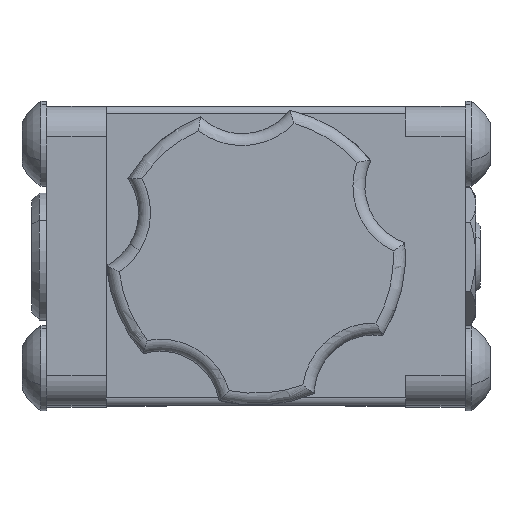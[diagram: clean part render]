
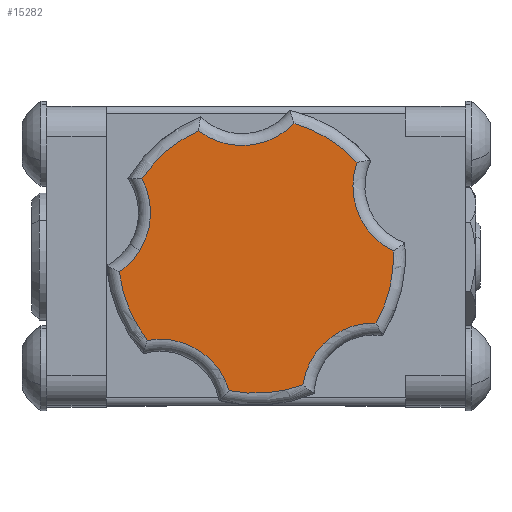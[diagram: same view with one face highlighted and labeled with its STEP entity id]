
A CAD part, top view. The second image highlights one B-rep face of the part: STEP entity #15282.
In plain terms, the highlighted planar face has unit normal (0, 0, 1).
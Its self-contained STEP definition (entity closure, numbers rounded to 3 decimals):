
#93 = VERTEX_POINT ( 'NONE', #8386 ) ;
#328 = DIRECTION ( 'NONE',  ( 0., 0., -1. ) ) ;
#329 = ORIENTED_EDGE ( 'NONE', *, *, #2380, .T. ) ;
#883 = EDGE_CURVE ( 'NONE', #8145, #93, #1869, .T. ) ;
#1447 = CARTESIAN_POINT ( 'NONE',  ( 16.809, 10.772, 29.26 ) ) ;
#1695 = AXIS2_PLACEMENT_3D ( 'NONE', #22776, #13082, #5582 ) ;
#1869 = CIRCLE ( 'NONE', #5460, 4.8 ) ;
#1998 = DIRECTION ( 'NONE',  ( 0., 0., -1. ) ) ;
#2002 = DIRECTION ( 'NONE',  ( 0., 0., 1. ) ) ;
#2295 = ORIENTED_EDGE ( 'NONE', *, *, #21812, .T. ) ;
#2380 = EDGE_CURVE ( 'NONE', #24241, #23673, #22315, .T. ) ;
#2745 = CIRCLE ( 'NONE', #16747, 9.2 ) ;
#2960 = AXIS2_PLACEMENT_3D ( 'NONE', #23424, #23790, #6593 ) ;
#3214 = ORIENTED_EDGE ( 'NONE', *, *, #9703, .T. ) ;
#3491 = DIRECTION ( 'NONE',  ( 0.851, -0.525, 0. ) ) ;
#3619 = EDGE_CURVE ( 'NONE', #21236, #8542, #2745, .T. ) ;
#4269 = AXIS2_PLACEMENT_3D ( 'NONE', #15451, #23116, #5935 ) ;
#4528 = CIRCLE ( 'NONE', #12529, 4.8 ) ;
#4653 = CARTESIAN_POINT ( 'NONE',  ( -1.522, 9.376, 29.26 ) ) ;
#5196 = EDGE_CURVE ( 'NONE', #17795, #5245, #10795, .T. ) ;
#5245 = VERTEX_POINT ( 'NONE', #1447 ) ;
#5287 = ORIENTED_EDGE ( 'NONE', *, *, #883, .T. ) ;
#5460 = AXIS2_PLACEMENT_3D ( 'NONE', #18014, #11980, #17878 ) ;
#5582 = DIRECTION ( 'NONE',  ( 0.851, -0.525, 0. ) ) ;
#5742 = CIRCLE ( 'NONE', #8917, 4.8 ) ;
#5935 = DIRECTION ( 'NONE',  ( 0.851, -0.525, 0. ) ) ;
#5959 = AXIS2_PLACEMENT_3D ( 'NONE', #20042, #12241, #6980 ) ;
#5968 = AXIS2_PLACEMENT_3D ( 'NONE', #6489, #6973, #14624 ) ;
#6057 = CARTESIAN_POINT ( 'NONE',  ( 5.818, 1.433, 29.26 ) ) ;
#6489 = CARTESIAN_POINT ( 'NONE',  ( 18.896, 15.095, 29.26 ) ) ;
#6593 = DIRECTION ( 'NONE',  ( 0.851, -0.525, 0. ) ) ;
#6973 = DIRECTION ( 'NONE',  ( 0., 0., -1. ) ) ;
#6980 = DIRECTION ( 'NONE',  ( 0.851, -0.525, 0. ) ) ;
#7229 = DIRECTION ( 'NONE',  ( 0.851, -0.525, 0. ) ) ;
#7379 = EDGE_CURVE ( 'NONE', #93, #21236, #4528, .T. ) ;
#7604 = EDGE_CURVE ( 'NONE', #8542, #12021, #5742, .T. ) ;
#7784 = VERTEX_POINT ( 'NONE', #14351 ) ;
#8145 = VERTEX_POINT ( 'NONE', #17031 ) ;
#8386 = CARTESIAN_POINT ( 'NONE',  ( -0.153, 10.815, 29.26 ) ) ;
#8456 = FACE_OUTER_BOUND ( 'NONE', #10954, .T. ) ;
#8542 = VERTEX_POINT ( 'NONE', #22547 ) ;
#8917 = AXIS2_PLACEMENT_3D ( 'NONE', #17251, #328, #11472 ) ;
#9118 = CIRCLE ( 'NONE', #5968, 4.8 ) ;
#9414 = EDGE_CURVE ( 'NONE', #23673, #7784, #13940, .T. ) ;
#9703 = EDGE_CURVE ( 'NONE', #5245, #24241, #9118, .T. ) ;
#9834 = DIRECTION ( 'NONE',  ( 0., 0., 1. ) ) ;
#10795 = CIRCLE ( 'NONE', #1695, 9.2 ) ;
#10954 = EDGE_LOOP ( 'NONE', ( #2295, #5287, #18643, #24502, #18721, #11631, #16762, #16147, #3214, #329, #23578 ) ) ;
#11472 = DIRECTION ( 'NONE',  ( 0.851, -0.525, 0. ) ) ;
#11631 = ORIENTED_EDGE ( 'NONE', *, *, #23245, .T. ) ;
#11980 = DIRECTION ( 'NONE',  ( 0., 0., -1. ) ) ;
#12021 = VERTEX_POINT ( 'NONE', #6057 ) ;
#12241 = DIRECTION ( 'NONE',  ( 0., 0., 1. ) ) ;
#12454 = CARTESIAN_POINT ( 'NONE',  ( 15.641, 5.958, 29.26 ) ) ;
#12529 = AXIS2_PLACEMENT_3D ( 'NONE', #19010, #13598, #21009 ) ;
#13082 = DIRECTION ( 'NONE',  ( 0., 0., 1. ) ) ;
#13481 = CIRCLE ( 'NONE', #18309, 9.2 ) ;
#13598 = DIRECTION ( 'NONE',  ( 0., 0., -1. ) ) ;
#13940 = CIRCLE ( 'NONE', #15929, 4.8 ) ;
#14351 = CARTESIAN_POINT ( 'NONE',  ( 3.765, 18.811, 29.26 ) ) ;
#14624 = DIRECTION ( 'NONE',  ( 0.851, -0.525, 0. ) ) ;
#14880 = DIRECTION ( 'NONE',  ( 0., 0., -1. ) ) ;
#15052 = VERTEX_POINT ( 'NONE', #21044 ) ;
#15282 = ADVANCED_FACE ( 'NONE', ( #8456 ), #16116, .F. ) ;
#15451 = CARTESIAN_POINT ( 'NONE',  ( 7.615, 10.456, 29.26 ) ) ;
#15491 = CARTESIAN_POINT ( 'NONE',  ( 7.615, 10.456, 29.26 ) ) ;
#15929 = AXIS2_PLACEMENT_3D ( 'NONE', #19184, #1998, #3491 ) ;
#16116 = PLANE ( 'NONE',  #2960 ) ;
#16147 = ORIENTED_EDGE ( 'NONE', *, *, #5196, .T. ) ;
#16506 = CARTESIAN_POINT ( 'NONE',  ( 15.513, 1.16, 29.26 ) ) ;
#16747 = AXIS2_PLACEMENT_3D ( 'NONE', #15491, #9834, #23162 ) ;
#16762 = ORIENTED_EDGE ( 'NONE', *, *, #21936, .T. ) ;
#17031 = CARTESIAN_POINT ( 'NONE',  ( -0.01, 15.604, 29.26 ) ) ;
#17251 = CARTESIAN_POINT ( 'NONE',  ( 1.215, 0.071, 29.26 ) ) ;
#17795 = VERTEX_POINT ( 'NONE', #12454 ) ;
#17878 = DIRECTION ( 'NONE',  ( 0.851, -0.525, 0. ) ) ;
#18014 = CARTESIAN_POINT ( 'NONE',  ( -4.239, 13.333, 29.26 ) ) ;
#18309 = AXIS2_PLACEMENT_3D ( 'NONE', #19188, #2002, #24472 ) ;
#18643 = ORIENTED_EDGE ( 'NONE', *, *, #7379, .T. ) ;
#18721 = ORIENTED_EDGE ( 'NONE', *, *, #7604, .T. ) ;
#19010 = CARTESIAN_POINT ( 'NONE',  ( -4.239, 13.333, 29.26 ) ) ;
#19184 = CARTESIAN_POINT ( 'NONE',  ( 6.689, 22.618, 29.26 ) ) ;
#19188 = CARTESIAN_POINT ( 'NONE',  ( 7.615, 10.456, 29.26 ) ) ;
#19577 = CIRCLE ( 'NONE', #5959, 9.2 ) ;
#20042 = CARTESIAN_POINT ( 'NONE',  ( 7.615, 10.456, 29.26 ) ) ;
#21009 = DIRECTION ( 'NONE',  ( 0.851, -0.525, 0. ) ) ;
#21021 = CARTESIAN_POINT ( 'NONE',  ( 14.372, 16.699, 29.26 ) ) ;
#21044 = CARTESIAN_POINT ( 'NONE',  ( 10.757, 1.809, 29.26 ) ) ;
#21236 = VERTEX_POINT ( 'NONE', #4653 ) ;
#21603 = AXIS2_PLACEMENT_3D ( 'NONE', #16506, #14880, #7229 ) ;
#21812 = EDGE_CURVE ( 'NONE', #7784, #8145, #19577, .T. ) ;
#21936 = EDGE_CURVE ( 'NONE', #15052, #17795, #21988, .T. ) ;
#21988 = CIRCLE ( 'NONE', #21603, 4.8 ) ;
#22315 = CIRCLE ( 'NONE', #4269, 9.2 ) ;
#22343 = CARTESIAN_POINT ( 'NONE',  ( 10.155, 19.298, 29.26 ) ) ;
#22547 = CARTESIAN_POINT ( 'NONE',  ( 0.362, 4.795, 29.26 ) ) ;
#22776 = CARTESIAN_POINT ( 'NONE',  ( 7.615, 10.456, 29.26 ) ) ;
#23116 = DIRECTION ( 'NONE',  ( 0., 0., 1. ) ) ;
#23162 = DIRECTION ( 'NONE',  ( 0.851, -0.525, 0. ) ) ;
#23245 = EDGE_CURVE ( 'NONE', #12021, #15052, #13481, .T. ) ;
#23424 = CARTESIAN_POINT ( 'NONE',  ( 1.688, 11.894, 29.26 ) ) ;
#23578 = ORIENTED_EDGE ( 'NONE', *, *, #9414, .T. ) ;
#23673 = VERTEX_POINT ( 'NONE', #22343 ) ;
#23790 = DIRECTION ( 'NONE',  ( 0., 0., -1. ) ) ;
#24241 = VERTEX_POINT ( 'NONE', #21021 ) ;
#24472 = DIRECTION ( 'NONE',  ( 0.851, -0.525, 0. ) ) ;
#24502 = ORIENTED_EDGE ( 'NONE', *, *, #3619, .T. ) ;
